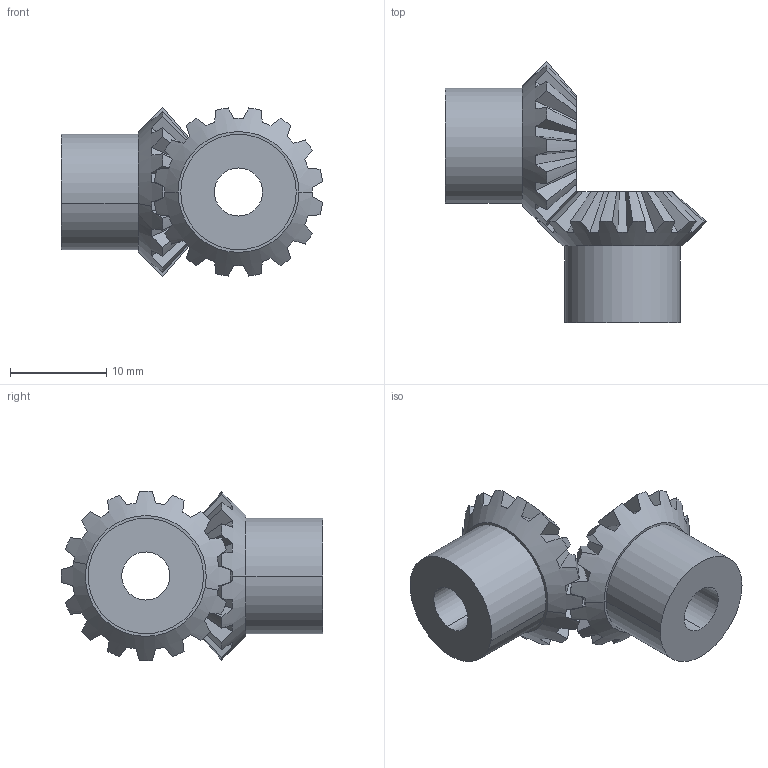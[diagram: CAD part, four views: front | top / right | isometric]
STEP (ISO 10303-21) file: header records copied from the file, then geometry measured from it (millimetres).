
FILE_DESCRIPTION(('STEP AP214'),'1');
FILE_NAME('p_101616.stp','2019-08-13T10:45:11',('TraceParts'),('TraceParts S.A.'),'Spatial InterOp 3D',' ',' ');
FILE_SCHEMA(('AUTOMOTIVE_DESIGN { 1 0 10303 214 1 1 1 1 }'));
Length unit declared in the file: millimetre
Products named in the file (1): p_101616_1
Bounding box: 27.14 x 27.2 x 17.59 mm (x, y, z)
Volume: 2924 mm3; surface area: 2291.6 mm2
Topology: 2 solids, 2 shells, 178 faces, 518 edges, 346 vertices
Faces by surface type: plane 102, cone 68, cylinder 8
Entity records: 5739 total; most frequent: CARTESIAN_POINT 1372, ORIENTED_EDGE 1036, DIRECTION 832, EDGE_CURVE 518, VERTEX_POINT 346, AXIS2_PLACEMENT_3D 298, LINE 236, VECTOR 236
